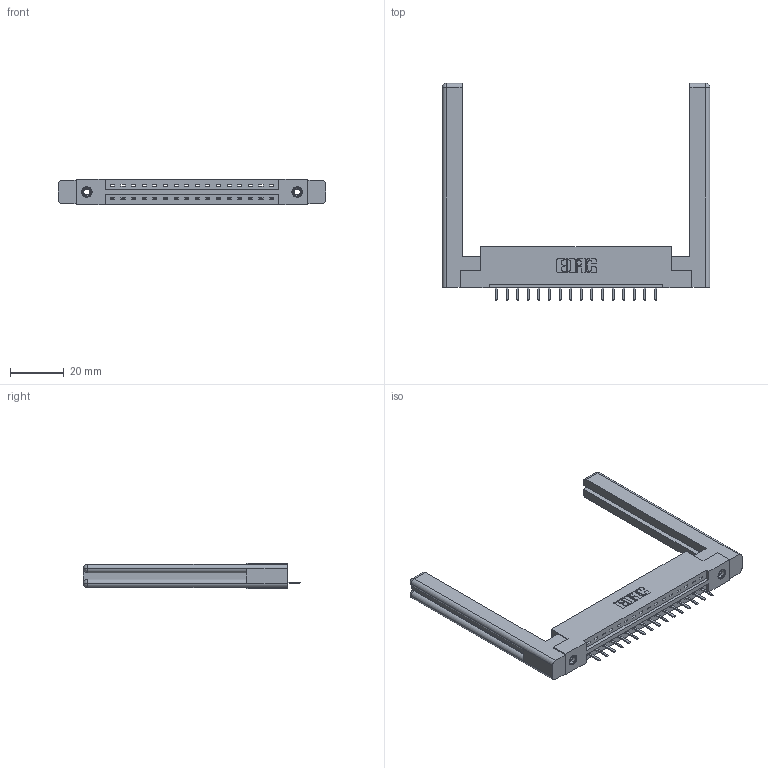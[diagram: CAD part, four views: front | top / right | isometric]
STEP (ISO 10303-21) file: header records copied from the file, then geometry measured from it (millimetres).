
FILE_DESCRIPTION (( 'STEP AP203' ), '1' );
FILE_NAME ('337-016-520-158.STEP', '2019-09-28T17:17:22', ( '' ), ( '' ), 'SwSTEP 2.0', 'SolidWorks 2016', '' );
FILE_SCHEMA (( 'CONFIG_CONTROL_DESIGN' ));
Length unit declared in the file: inch
Products named in the file (5): 307-220-058; 345-292-001_345-293-120; 337 Part_Flush Mounting Lugs - 0.156 Dia-TI; 345-250-001_345-250-001-102; 337-016-520-158
Assembly tree (21 placements, depth 2):
  337-016-520-158
    337 Part_Flush Mounting Lugs - 0.156 Dia-TI
    345-292-001_345-293-120  x16
    345-250-001_345-250-001-102  x2
    307-220-058  x2
Bounding box: 100.03 x 81.11 x 9.4 mm (x, y, z)
Volume: 17186.7 mm3; surface area: 15262 mm2
Topology: 21 solids, 21 shells, 1312 faces, 3801 edges, 2478 vertices
Faces by surface type: plane 922, cylinder 366, cone 12, torus 12
Entity records: 18004 total; most frequent: CARTESIAN_POINT 3145, ORIENTED_EDGE 3024, DIRECTION 2708, EDGE_CURVE 1512, VECTOR 1332, LINE 1332, VERTEX_POINT 998, AXIS2_PLACEMENT_3D 688
